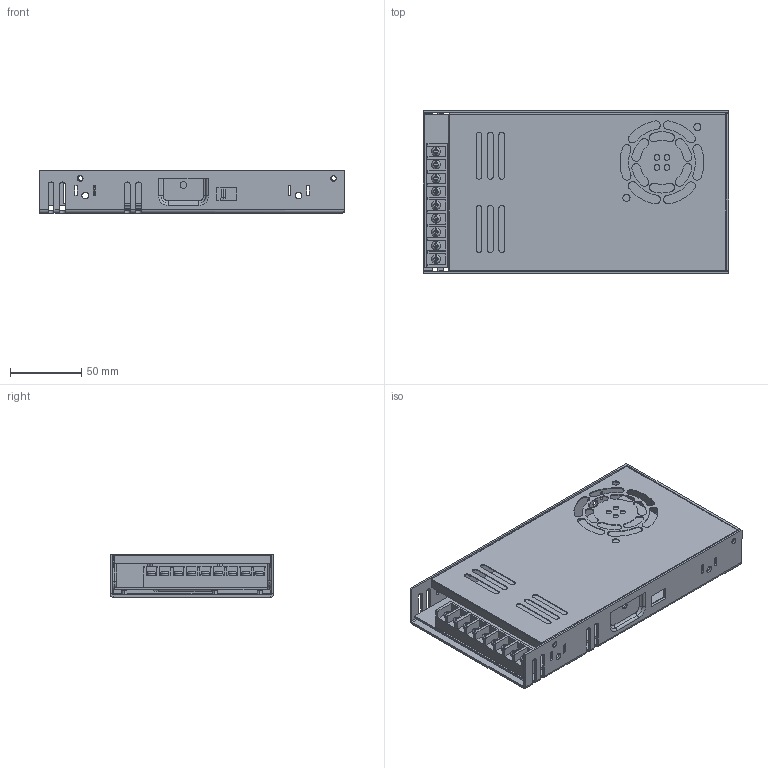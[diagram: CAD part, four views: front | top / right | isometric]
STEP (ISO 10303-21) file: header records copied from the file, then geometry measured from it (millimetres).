
FILE_DESCRIPTION (( 'STEP AP214' ), '1' );
FILE_NAME ('CDKU-S350W三维图-202505.STEP', '2025-04-18T05:24:28', ( '万丰电脑' ), ( '电话：0577-62733550' ), 'SwSTEP 2.0', 'SolidWorks 2020', '' );
FILE_SCHEMA (( 'AUTOMOTIVE_DESIGN' ));
Length unit declared in the file: millimetre
Products named in the file (4): CDKU-S350W三维图-202505; 諉盄傷赽-9p; CDKU-350W菁釱; CDKU-350W奻裔
Assembly tree (3 placements, depth 2):
  CDKU-S350W三维图-202505
    CDKU-350W菁釱
    CDKU-350W奻裔
    諉盄傷赽-9p
Bounding box: 215.05 x 115 x 30 mm (x, y, z)
Volume: 131944.6 mm3; surface area: 178330.7 mm2
Topology: 8 solids, 8 shells, 727 faces, 1940 edges, 1238 vertices
Faces by surface type: plane 380, cylinder 297, bspline 28, torus 22
Entity records: 26746 total; most frequent: CARTESIAN_POINT 5381, ORIENTED_EDGE 3880, DIRECTION 3850, EDGE_CURVE 1940, AXIS2_PLACEMENT_3D 1339, VERTEX_POINT 1238, VECTOR 1172, LINE 1172
